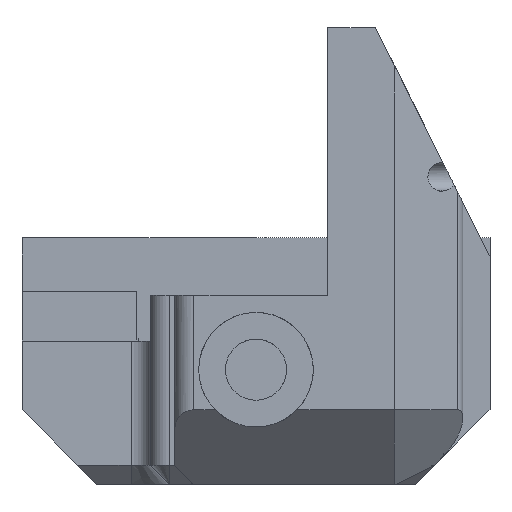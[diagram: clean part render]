
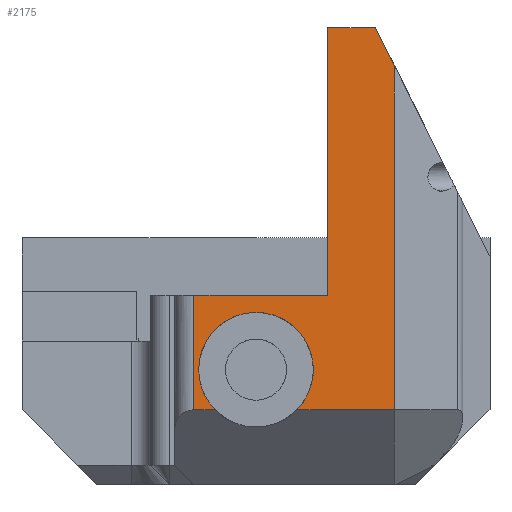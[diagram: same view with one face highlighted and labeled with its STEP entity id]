
A CAD part, front view. The second image highlights one B-rep face of the part: STEP entity #2175.
In plain terms, the highlighted planar face has unit normal (0, -1, 0).
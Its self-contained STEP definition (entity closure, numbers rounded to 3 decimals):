
#76=CIRCLE('',#2341,3.);
#77=CIRCLE('',#2342,3.);
#166=FACE_OUTER_BOUND('',#277,.T.);
#277=EDGE_LOOP('',(#1657,#1658,#1659,#1660,#1661,#1662,#1663,#1664,#1665,
#1666));
#449=LINE('',#3310,#706);
#457=LINE('',#3329,#714);
#460=LINE('',#3336,#717);
#462=LINE('',#3340,#719);
#463=LINE('',#3346,#720);
#464=LINE('',#3347,#721);
#465=LINE('',#3349,#722);
#466=LINE('',#3350,#723);
#706=VECTOR('',#2690,10.);
#714=VECTOR('',#2706,10.);
#717=VECTOR('',#2713,10.);
#719=VECTOR('',#2717,10.);
#720=VECTOR('',#2722,10.);
#721=VECTOR('',#2723,10.);
#722=VECTOR('',#2724,10.);
#723=VECTOR('',#2725,10.);
#958=VERTEX_POINT('',#3307);
#959=VERTEX_POINT('',#3309);
#965=VERTEX_POINT('',#3326);
#966=VERTEX_POINT('',#3328);
#968=VERTEX_POINT('',#3335);
#969=VERTEX_POINT('',#3339);
#970=VERTEX_POINT('',#3341);
#971=VERTEX_POINT('',#3343);
#972=VERTEX_POINT('',#3345);
#973=VERTEX_POINT('',#3348);
#1213=EDGE_CURVE('',#958,#959,#449,.T.);
#1223=EDGE_CURVE('',#965,#966,#457,.T.);
#1227=EDGE_CURVE('',#968,#966,#460,.T.);
#1229=EDGE_CURVE('',#969,#965,#462,.T.);
#1230=EDGE_CURVE('',#969,#970,#76,.T.);
#1231=EDGE_CURVE('',#970,#971,#77,.T.);
#1232=EDGE_CURVE('',#972,#971,#463,.T.);
#1233=EDGE_CURVE('',#959,#972,#464,.T.);
#1234=EDGE_CURVE('',#973,#958,#465,.T.);
#1235=EDGE_CURVE('',#973,#968,#466,.T.);
#1657=ORIENTED_EDGE('',*,*,#1223,.F.);
#1658=ORIENTED_EDGE('',*,*,#1229,.F.);
#1659=ORIENTED_EDGE('',*,*,#1230,.T.);
#1660=ORIENTED_EDGE('',*,*,#1231,.T.);
#1661=ORIENTED_EDGE('',*,*,#1232,.F.);
#1662=ORIENTED_EDGE('',*,*,#1233,.F.);
#1663=ORIENTED_EDGE('',*,*,#1213,.F.);
#1664=ORIENTED_EDGE('',*,*,#1234,.F.);
#1665=ORIENTED_EDGE('',*,*,#1235,.T.);
#1666=ORIENTED_EDGE('',*,*,#1227,.T.);
#2074=PLANE('',#2340);
#2175=ADVANCED_FACE('',(#166),#2074,.T.);
#2340=AXIS2_PLACEMENT_3D('',#3338,#2715,#2716);
#2341=AXIS2_PLACEMENT_3D('',#3342,#2718,#2719);
#2342=AXIS2_PLACEMENT_3D('',#3344,#2720,#2721);
#2690=DIRECTION('',(0.447,0.,-0.894));
#2706=DIRECTION('',(0.,0.,1.));
#2713=DIRECTION('',(-1.,0.,0.));
#2715=DIRECTION('center_axis',(0.,-1.,0.));
#2716=DIRECTION('ref_axis',(1.,0.,0.));
#2717=DIRECTION('',(-1.,0.,0.));
#2718=DIRECTION('center_axis',(0.,1.,0.));
#2719=DIRECTION('ref_axis',(1.,0.,0.));
#2720=DIRECTION('center_axis',(0.,1.,0.));
#2721=DIRECTION('ref_axis',(1.,0.,0.));
#2722=DIRECTION('',(-1.,0.,0.));
#2723=DIRECTION('',(0.,0.,-1.));
#2724=DIRECTION('',(1.,0.,0.));
#2725=DIRECTION('',(0.,0.,-1.));
#3307=CARTESIAN_POINT('',(6.25,0.,25.));
#3309=CARTESIAN_POINT('',(7.25,0.,23.));
#3310=CARTESIAN_POINT('',(10.9,0.,15.7));
#3326=CARTESIAN_POINT('',(-3.25,0.,5.));
#3328=CARTESIAN_POINT('',(-3.25,0.,11.));
#3329=CARTESIAN_POINT('',(-3.25,0.,0.));
#3335=CARTESIAN_POINT('',(3.75,0.,11.));
#3336=CARTESIAN_POINT('',(-12.25,0.,11.));
#3338=CARTESIAN_POINT('Origin',(-12.25,0.,0.));
#3339=CARTESIAN_POINT('',(-2.142,0.,5.));
#3340=CARTESIAN_POINT('',(-6.125,0.,5.));
#3341=CARTESIAN_POINT('',(-3.,0.,7.1));
#3342=CARTESIAN_POINT('Origin',(0.,0.,
7.1));
#3343=CARTESIAN_POINT('',(2.142,0.,5.));
#3344=CARTESIAN_POINT('Origin',(0.,0.,
7.1));
#3345=CARTESIAN_POINT('',(7.25,0.,5.));
#3346=CARTESIAN_POINT('',(-6.125,0.,5.));
#3347=CARTESIAN_POINT('',(7.25,0.,0.));
#3348=CARTESIAN_POINT('',(3.75,0.,25.));
#3349=CARTESIAN_POINT('',(12.25,0.,25.));
#3350=CARTESIAN_POINT('',(3.75,0.,6.5));
